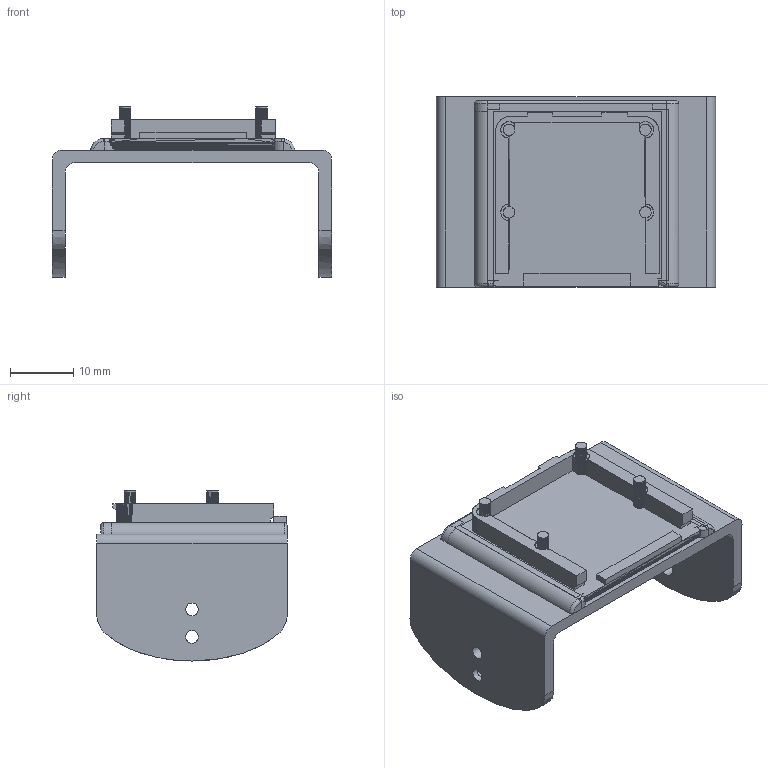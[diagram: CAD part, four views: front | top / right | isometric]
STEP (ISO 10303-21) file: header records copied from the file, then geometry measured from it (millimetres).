
FILE_DESCRIPTION(/* description */ (''),/* implementation_level */ '2;1');
FILE_NAME(/* name */ 'raspberri_pi_camera_case_back_v0.4 v4.step',/* time_stamp */ '2021-03-15T21:13:27-07:00',/* author */ (''),/* organization */ (''),/* preprocessor_version */ 'ST-DEVELOPER v18.1',/* originating_system */ 'Autodesk Translation Framework v9.10.0.1330',/* authorisation */ '');
FILE_SCHEMA (('AUTOMOTIVE_DESIGN { 1 0 10303 214 3 1 1 }'));
Products named in the file (4): raspberri_pi_camera_case_back_v0.4; Component1; Component2; Component3
Assembly tree (3 placements, depth 2):
  raspberri_pi_camera_case_back_v0.4
    Component1
    Component2
    Component3
Bounding box: 44 x 30 x 26.8 mm (x, y, z)
Volume: 6953.3 mm3; surface area: 8005.4 mm2
Topology: 3 solids, 3 shells, 2552 faces, 4730 edges, 2186 vertices
Faces by surface type: plane 2521, cylinder 16, bspline 9, torus 6
Full cylindrical faces by diameter (mm): 2 x3, 3 x2
Entity records: 58420 total; most frequent: CARTESIAN_POINT 9901, DIRECTION 9838, ORIENTED_EDGE 9460, EDGE_CURVE 4730, LINE 4658, VECTOR 4658, AXIS2_PLACEMENT_3D 2590, EDGE_LOOP 2562
